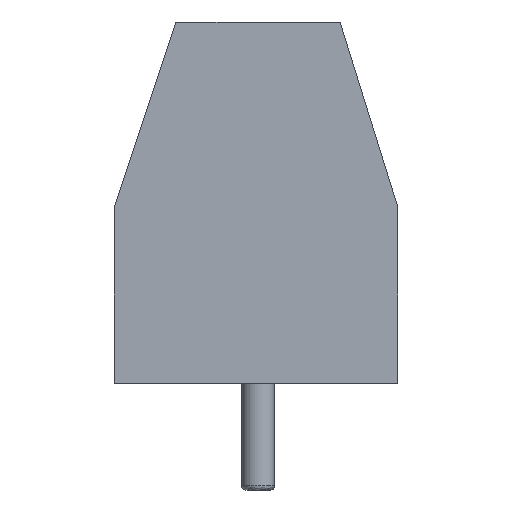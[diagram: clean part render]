
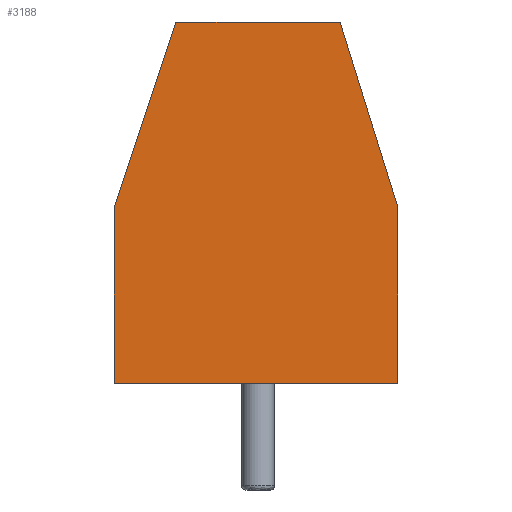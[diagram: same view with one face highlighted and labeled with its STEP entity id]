
A CAD part, front view. The second image highlights one B-rep face of the part: STEP entity #3188.
In plain terms, the highlighted face is planar.
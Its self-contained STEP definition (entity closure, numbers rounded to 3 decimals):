
#128 = VECTOR ( 'NONE', #3911, 1000. ) ;
#183 = ORIENTED_EDGE ( 'NONE', *, *, #1074, .T. ) ;
#204 = VERTEX_POINT ( 'NONE', #3688 ) ;
#252 = DIRECTION ( 'NONE',  ( 0., 0.955, -0.297 ) ) ;
#265 = DIRECTION ( 'NONE',  ( 0., -1., 0. ) ) ;
#272 = CARTESIAN_POINT ( 'NONE',  ( -1.75, 8.8, 2. ) ) ;
#288 = CARTESIAN_POINT ( 'NONE',  ( -1.75, 0., 3.4 ) ) ;
#325 = VECTOR ( 'NONE', #1827, 1000. ) ;
#376 = PLANE ( 'NONE',  #1001 ) ;
#435 = CARTESIAN_POINT ( 'NONE',  ( -1.75, 4.3, 3.4 ) ) ;
#508 = EDGE_CURVE ( 'NONE', #4019, #204, #2555, .T. ) ;
#678 = CARTESIAN_POINT ( 'NONE',  ( -1.75, 0., -3.5 ) ) ;
#691 = EDGE_CURVE ( 'NONE', #2678, #3587, #3514, .T. ) ;
#805 = DIRECTION ( 'NONE',  ( 0., 0., -1. ) ) ;
#1001 = AXIS2_PLACEMENT_3D ( 'NONE', #1585, #3224, #805 ) ;
#1018 = EDGE_CURVE ( 'NONE', #4019, #2678, #3506, .T. ) ;
#1031 = DIRECTION ( 'NONE',  ( 0., 0., 1. ) ) ;
#1074 = EDGE_CURVE ( 'NONE', #5319, #204, #1978, .T. ) ;
#1093 = VERTEX_POINT ( 'NONE', #3532 ) ;
#1097 = LINE ( 'NONE', #3146, #128 ) ;
#1472 = CARTESIAN_POINT ( 'NONE',  ( -1.75, 8.8, -2. ) ) ;
#1585 = CARTESIAN_POINT ( 'NONE',  ( -1.75, 0., 0. ) ) ;
#1827 = DIRECTION ( 'NONE',  ( 0., -0.949, -0.316 ) ) ;
#1978 = LINE ( 'NONE', #3598, #4052 ) ;
#2422 = ORIENTED_EDGE ( 'NONE', *, *, #2982, .T. ) ;
#2480 = ORIENTED_EDGE ( 'NONE', *, *, #4753, .T. ) ;
#2555 = LINE ( 'NONE', #288, #4734 ) ;
#2584 = LINE ( 'NONE', #3444, #325 ) ;
#2678 = VERTEX_POINT ( 'NONE', #4294 ) ;
#2779 = ORIENTED_EDGE ( 'NONE', *, *, #1018, .T. ) ;
#2833 = EDGE_LOOP ( 'NONE', ( #2480, #2422, #183, #4228, #2779, #3584 ) ) ;
#2935 = CARTESIAN_POINT ( 'NONE',  ( -1.75, 8.8, -2. ) ) ;
#2982 = EDGE_CURVE ( 'NONE', #1093, #5319, #1097, .T. ) ;
#3109 = DIRECTION ( 'NONE',  ( 0., 0., -1. ) ) ;
#3146 = CARTESIAN_POINT ( 'NONE',  ( -1.75, 0., -3.5 ) ) ;
#3188 = ADVANCED_FACE ( 'NONE', ( #4875 ), #376, .F. ) ;
#3224 = DIRECTION ( 'NONE',  ( 1., 0., 0. ) ) ;
#3444 = CARTESIAN_POINT ( 'NONE',  ( -1.75, 4.3, -3.5 ) ) ;
#3506 = LINE ( 'NONE', #272, #5257 ) ;
#3514 = LINE ( 'NONE', #1472, #4821 ) ;
#3532 = CARTESIAN_POINT ( 'NONE',  ( -1.75, 4.3, -3.5 ) ) ;
#3584 = ORIENTED_EDGE ( 'NONE', *, *, #691, .T. ) ;
#3587 = VERTEX_POINT ( 'NONE', #2935 ) ;
#3598 = CARTESIAN_POINT ( 'NONE',  ( -1.75, 0., 0. ) ) ;
#3688 = CARTESIAN_POINT ( 'NONE',  ( -1.75, 0., 3.4 ) ) ;
#3911 = DIRECTION ( 'NONE',  ( 0., -1., 0. ) ) ;
#4019 = VERTEX_POINT ( 'NONE', #435 ) ;
#4052 = VECTOR ( 'NONE', #1031, 1000. ) ;
#4228 = ORIENTED_EDGE ( 'NONE', *, *, #508, .F. ) ;
#4294 = CARTESIAN_POINT ( 'NONE',  ( -1.75, 8.8, 2. ) ) ;
#4734 = VECTOR ( 'NONE', #265, 1000. ) ;
#4753 = EDGE_CURVE ( 'NONE', #3587, #1093, #2584, .T. ) ;
#4821 = VECTOR ( 'NONE', #3109, 1000. ) ;
#4875 = FACE_OUTER_BOUND ( 'NONE', #2833, .T. ) ;
#5257 = VECTOR ( 'NONE', #252, 1000. ) ;
#5319 = VERTEX_POINT ( 'NONE', #678 ) ;
